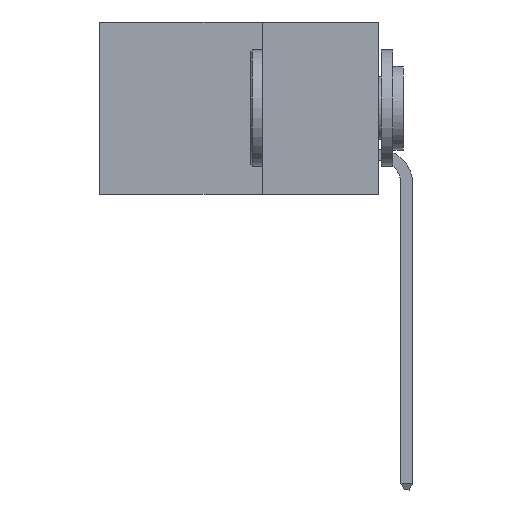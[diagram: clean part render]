
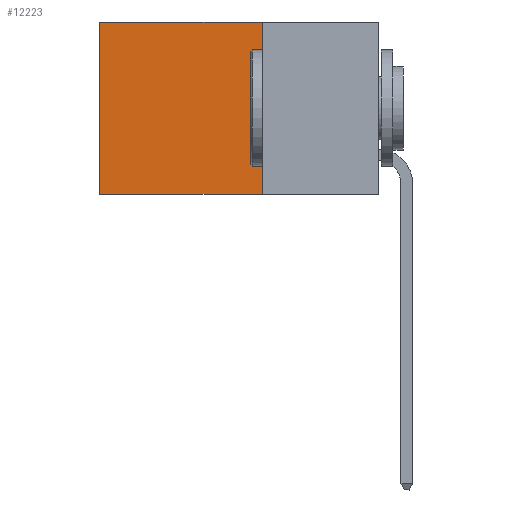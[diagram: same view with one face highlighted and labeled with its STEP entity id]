
A CAD part, left-side view. The second image highlights one B-rep face of the part: STEP entity #12223.
In plain terms, the highlighted planar face has unit normal (-1, 0, 0).
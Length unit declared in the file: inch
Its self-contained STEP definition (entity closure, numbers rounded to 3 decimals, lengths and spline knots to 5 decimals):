
#1082 = ORIENTED_EDGE ( 'NONE', *, *, #11454, .F. ) ;
#1209 = VERTEX_POINT ( 'NONE', #12516 ) ;
#1334 = VERTEX_POINT ( 'NONE', #9749 ) ;
#1556 = ORIENTED_EDGE ( 'NONE', *, *, #1703, .T. ) ;
#1703 = EDGE_CURVE ( 'NONE', #1334, #1842, #8081, .T. ) ;
#1842 = VERTEX_POINT ( 'NONE', #7224 ) ;
#1943 = VECTOR ( 'NONE', #9106, 39.37008 ) ;
#2087 = VECTOR ( 'NONE', #7729, 39.37008 ) ;
#2675 = LINE ( 'NONE', #9579, #12847 ) ;
#2695 = ORIENTED_EDGE ( 'NONE', *, *, #3589, .F. ) ;
#2766 = AXIS2_PLACEMENT_3D ( 'NONE', #5391, #12296, #6389 ) ;
#2801 = VECTOR ( 'NONE', #4593, 39.37008 ) ;
#2917 = CARTESIAN_POINT ( 'NONE',  ( 0.298, 0.25, 0. ) ) ;
#2954 = EDGE_LOOP ( 'NONE', ( #1556, #2695, #1082, #11852 ) ) ;
#3165 = CARTESIAN_POINT ( 'NONE',  ( 0.298, 0.25, 0. ) ) ;
#3299 = FACE_OUTER_BOUND ( 'NONE', #2954, .T. ) ;
#3589 = EDGE_CURVE ( 'NONE', #1209, #1842, #4786, .T. ) ;
#4593 = DIRECTION ( 'NONE',  ( 0., 0., -1. ) ) ;
#4786 = LINE ( 'NONE', #10682, #2087 ) ;
#5391 = CARTESIAN_POINT ( 'NONE',  ( 0.298, 0.25, 0. ) ) ;
#5666 = VERTEX_POINT ( 'NONE', #2917 ) ;
#6389 = DIRECTION ( 'NONE',  ( 0., 0., -1. ) ) ;
#7224 = CARTESIAN_POINT ( 'NONE',  ( 0.298, 0.6, -0.37 ) ) ;
#7679 = EDGE_CURVE ( 'NONE', #5666, #1334, #9619, .T. ) ;
#7729 = DIRECTION ( 'NONE',  ( 0., 1., 0. ) ) ;
#8081 = LINE ( 'NONE', #12700, #2801 ) ;
#9106 = DIRECTION ( 'NONE',  ( 0., 1., 0. ) ) ;
#9579 = CARTESIAN_POINT ( 'NONE',  ( 0.298, 0.25, 0. ) ) ;
#9619 = LINE ( 'NONE', #3165, #1943 ) ;
#9749 = CARTESIAN_POINT ( 'NONE',  ( 0.298, 0.6, 0. ) ) ;
#10566 = DIRECTION ( 'NONE',  ( 0., 0., -1. ) ) ;
#10682 = CARTESIAN_POINT ( 'NONE',  ( 0.298, 0.25, -0.37 ) ) ;
#11328 = PLANE ( 'NONE',  #2766 ) ;
#11454 = EDGE_CURVE ( 'NONE', #5666, #1209, #2675, .T. ) ;
#11852 = ORIENTED_EDGE ( 'NONE', *, *, #7679, .T. ) ;
#12223 = ADVANCED_FACE ( 'NONE', ( #3299 ), #11328, .F. ) ;
#12296 = DIRECTION ( 'NONE',  ( 1., 0., 0. ) ) ;
#12516 = CARTESIAN_POINT ( 'NONE',  ( 0.298, 0.25, -0.37 ) ) ;
#12700 = CARTESIAN_POINT ( 'NONE',  ( 0.298, 0.6, 0. ) ) ;
#12847 = VECTOR ( 'NONE', #10566, 39.37008 ) ;
